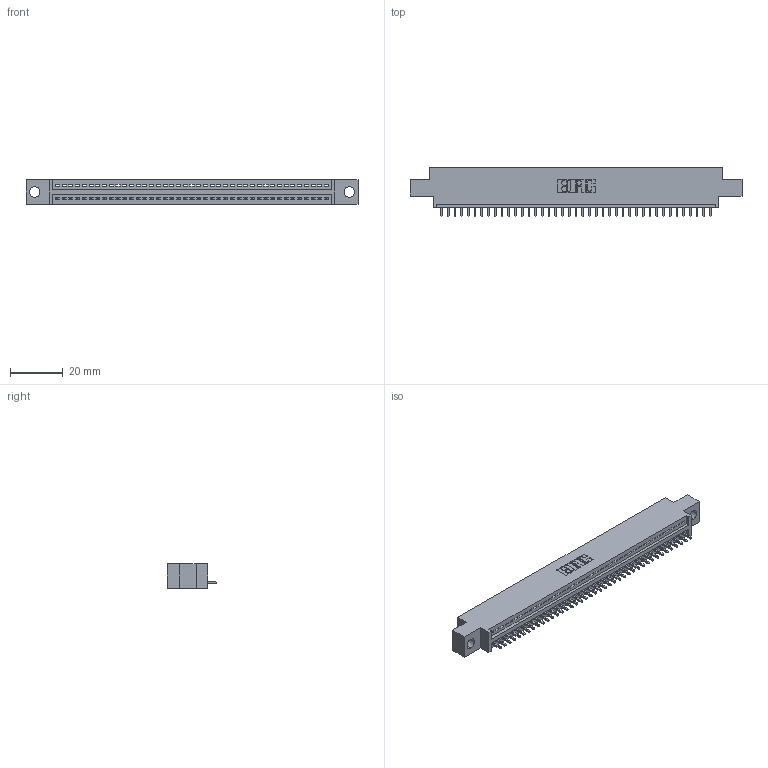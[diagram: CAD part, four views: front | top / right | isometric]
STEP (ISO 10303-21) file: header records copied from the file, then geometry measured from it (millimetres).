
FILE_DESCRIPTION (( 'STEP AP203' ), '1' );
FILE_NAME ('395-041-521-604.STEP', '2018-11-15T01:55:47', ( '' ), ( '' ), 'SwSTEP 2.0', 'SolidWorks 2016', '' );
FILE_SCHEMA (( 'CONFIG_CONTROL_DESIGN' ));
Length unit declared in the file: inch
Products named in the file (3): 395-041-521-604; 345 Part_0.170 Offset - 0.156 Dia-TH; 345-292-001_345-293-121
Assembly tree (42 placements, depth 2):
  395-041-521-604
    345 Part_0.170 Offset - 0.156 Dia-TH
    345-292-001_345-293-121  x41
Bounding box: 125.35 x 18.72 x 9.4 mm (x, y, z)
Volume: 11579.7 mm3; surface area: 14853.9 mm2
Topology: 42 solids, 42 shells, 2508 faces, 7569 edges, 4990 vertices
Faces by surface type: plane 1724, cylinder 784
Entity records: 31145 total; most frequent: CARTESIAN_POINT 5403, ORIENTED_EDGE 5378, DIRECTION 4719, EDGE_CURVE 2689, LINE 2393, VECTOR 2393, VERTEX_POINT 1790, AXIS2_PLACEMENT_3D 1163
